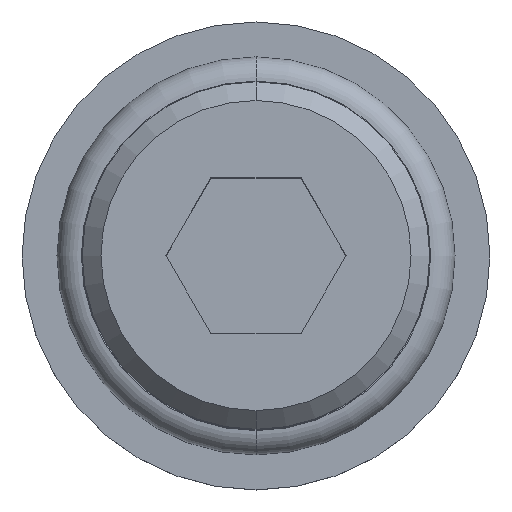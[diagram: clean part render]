
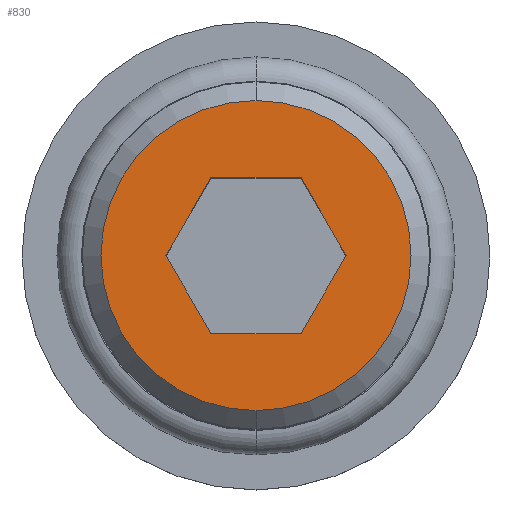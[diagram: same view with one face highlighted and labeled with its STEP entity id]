
A CAD part, top view. The second image highlights one B-rep face of the part: STEP entity #830.
In plain terms, the highlighted planar face has unit normal (0, 0, 1).
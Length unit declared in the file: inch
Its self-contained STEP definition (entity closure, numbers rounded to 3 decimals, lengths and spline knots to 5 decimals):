
#244=CARTESIAN_POINT('',(0.,0.,0.84));
#245=DIRECTION('',(0.,0.,1.));
#246=DIRECTION('',(0.,1.,0.));
#247=AXIS2_PLACEMENT_3D('',#244,#245,#246);
#249=CARTESIAN_POINT('',(0.,0.,0.84));
#250=DIRECTION('',(0.,0.,1.));
#251=DIRECTION('',(0.,-1.,0.));
#252=AXIS2_PLACEMENT_3D('',#249,#250,#251);
#254=DIRECTION('',(-0.5,-0.866,0.));
#255=VECTOR('',#254,0.14434);
#256=CARTESIAN_POINT('',(-0.07217,0.125,0.84));
#257=LINE('',#256,#255);
#258=DIRECTION('',(0.5,-0.866,0.));
#259=VECTOR('',#258,0.14434);
#260=CARTESIAN_POINT('',(-0.14434,0.,0.84));
#261=LINE('',#260,#259);
#262=DIRECTION('',(1.,0.,0.));
#263=VECTOR('',#262,0.14434);
#264=CARTESIAN_POINT('',(-0.07217,-0.125,0.84));
#265=LINE('',#264,#263);
#266=DIRECTION('',(0.5,0.866,0.));
#267=VECTOR('',#266,0.14434);
#268=CARTESIAN_POINT('',(0.07217,-0.125,0.84));
#269=LINE('',#268,#267);
#270=DIRECTION('',(-0.5,0.866,0.));
#271=VECTOR('',#270,0.14434);
#272=CARTESIAN_POINT('',(0.14434,0.,0.84));
#273=LINE('',#272,#271);
#274=DIRECTION('',(-1.,0.,0.));
#275=VECTOR('',#274,0.14434);
#276=CARTESIAN_POINT('',(0.07217,0.125,0.84));
#277=LINE('',#276,#275);
#376=CARTESIAN_POINT('',(0.,0.2485,0.84));
#377=CARTESIAN_POINT('',(0.,-0.2485,0.84));
#378=VERTEX_POINT('',#376);
#379=VERTEX_POINT('',#377);
#408=CARTESIAN_POINT('',(-0.07217,0.125,0.84));
#409=CARTESIAN_POINT('',(-0.14434,0.,0.84));
#410=VERTEX_POINT('',#408);
#411=VERTEX_POINT('',#409);
#412=CARTESIAN_POINT('',(-0.07217,-0.125,0.84));
#413=VERTEX_POINT('',#412);
#414=CARTESIAN_POINT('',(0.07217,-0.125,0.84));
#415=VERTEX_POINT('',#414);
#416=CARTESIAN_POINT('',(0.14434,0.,0.84));
#417=VERTEX_POINT('',#416);
#418=CARTESIAN_POINT('',(0.07217,0.125,0.84));
#419=VERTEX_POINT('',#418);
#806=CARTESIAN_POINT('',(0.,0.,0.84));
#807=DIRECTION('',(0.,0.,-1.));
#808=DIRECTION('',(0.,-1.,0.));
#809=AXIS2_PLACEMENT_3D('',#806,#807,#808);
#810=PLANE('',#809);
#812=ORIENTED_EDGE('',*,*,#811,.F.);
#813=ORIENTED_EDGE('',*,*,#796,.F.);
#814=EDGE_LOOP('',(#812,#813));
#815=FACE_OUTER_BOUND('',#814,.F.);
#817=ORIENTED_EDGE('',*,*,#816,.T.);
#819=ORIENTED_EDGE('',*,*,#818,.T.);
#821=ORIENTED_EDGE('',*,*,#820,.T.);
#823=ORIENTED_EDGE('',*,*,#822,.T.);
#825=ORIENTED_EDGE('',*,*,#824,.T.);
#827=ORIENTED_EDGE('',*,*,#826,.T.);
#828=EDGE_LOOP('',(#817,#819,#821,#823,#825,#827));
#829=FACE_BOUND('',#828,.F.);
#248=CIRCLE('',#247,0.2485);
#253=CIRCLE('',#252,0.2485);
#796=EDGE_CURVE('',#379,#378,#253,.T.);
#811=EDGE_CURVE('',#378,#379,#248,.T.);
#816=EDGE_CURVE('',#410,#411,#257,.T.);
#818=EDGE_CURVE('',#411,#413,#261,.T.);
#820=EDGE_CURVE('',#413,#415,#265,.T.);
#822=EDGE_CURVE('',#415,#417,#269,.T.);
#824=EDGE_CURVE('',#417,#419,#273,.T.);
#826=EDGE_CURVE('',#419,#410,#277,.T.);
#830=ADVANCED_FACE('',(#815,#829),#810,.F.);
